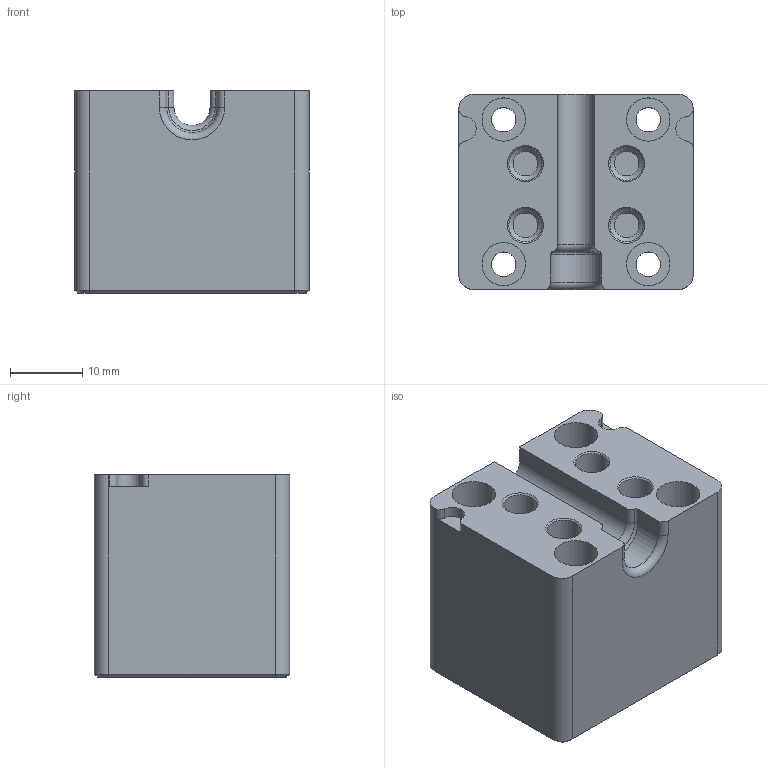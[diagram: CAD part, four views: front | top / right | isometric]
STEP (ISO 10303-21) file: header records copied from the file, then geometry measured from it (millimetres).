
FILE_DESCRIPTION(/* description */ (''),/* implementation_level */ '2;1');
FILE_NAME(/* name */ 'carriage_block.step',/* time_stamp */ '2025-07-28T12:39:29+02:00',/* author */ (''),/* organization */ (''),/* preprocessor_version */ 'ST-DEVELOPER v20.1',/* originating_system */ 'Autodesk Translation Framework v14.10.0.0',/* authorisation */ '');
FILE_SCHEMA (('AUTOMOTIVE_DESIGN { 1 0 10303 214 3 1 1 }'));
Length unit declared in the file: millimetre
Products named in the file (1): carriage_block
Bounding box: 32.4 x 27 x 28 mm (x, y, z)
Volume: 21712.7 mm3; surface area: 6840.2 mm2
Topology: 1 solids, 1 shells, 78 faces, 172 edges, 104 vertices
Faces by surface type: cylinder 34, plane 25, cone 16, torus 3
Full cylindrical faces by diameter (mm): 3.4 x8, 4.6 x4, 6 x4
Entity records: 2198 total; most frequent: DIRECTION 412, CARTESIAN_POINT 355, ORIENTED_EDGE 344, EDGE_CURVE 172, AXIS2_PLACEMENT_3D 161, VERTEX_POINT 104, EDGE_LOOP 94, LINE 90
